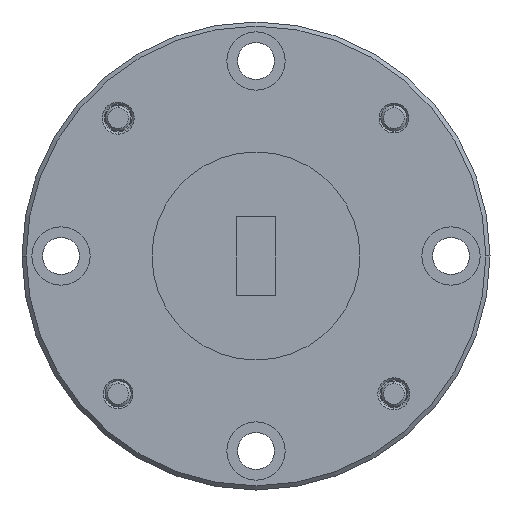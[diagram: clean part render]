
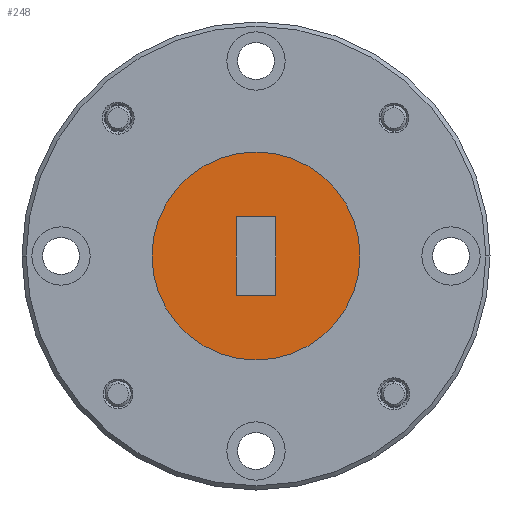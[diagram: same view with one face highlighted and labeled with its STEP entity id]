
A CAD part, left-side view. The second image highlights one B-rep face of the part: STEP entity #248.
In plain terms, the highlighted planar face has unit normal (-1, 0, 0).
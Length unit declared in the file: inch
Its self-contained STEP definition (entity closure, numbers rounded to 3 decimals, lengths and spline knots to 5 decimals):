
#74 = DIRECTION ( 'NONE',  ( 0., -1., 0. ) ) ;
#102 = CARTESIAN_POINT ( 'NONE',  ( 0., 0.25, 0. ) ) ;
#179 = VECTOR ( 'NONE', #1246, 39.37008 ) ;
#217 = VERTEX_POINT ( 'NONE', #1841 ) ;
#248 = ADVANCED_FACE ( 'NONE', ( #3820, #3492 ), #1428, .T. ) ;
#418 = DIRECTION ( 'NONE',  ( 1., 0., 0. ) ) ;
#443 = DIRECTION ( 'NONE',  ( 1., 0., 0. ) ) ;
#474 = CARTESIAN_POINT ( 'NONE',  ( 0., 0.047, 0.094 ) ) ;
#499 = AXIS2_PLACEMENT_3D ( 'NONE', #3033, #443, #3126 ) ;
#573 = AXIS2_PLACEMENT_3D ( 'NONE', #2070, #418, #3379 ) ;
#575 = CARTESIAN_POINT ( 'NONE',  ( 0., -0.25, 0. ) ) ;
#642 = DIRECTION ( 'NONE',  ( 0., 1., 0. ) ) ;
#754 = ORIENTED_EDGE ( 'NONE', *, *, #4219, .F. ) ;
#805 = DIRECTION ( 'NONE',  ( -1., 0., 0. ) ) ;
#810 = EDGE_CURVE ( 'NONE', #217, #3144, #3313, .T. ) ;
#819 = EDGE_LOOP ( 'NONE', ( #1325, #754 ) ) ;
#1090 = DIRECTION ( 'NONE',  ( 0., -1., 0. ) ) ;
#1130 = CARTESIAN_POINT ( 'NONE',  ( 0., -0.047, -0.094 ) ) ;
#1231 = ORIENTED_EDGE ( 'NONE', *, *, #1878, .T. ) ;
#1246 = DIRECTION ( 'NONE',  ( 0., 0., 1. ) ) ;
#1259 = CIRCLE ( 'NONE', #499, 0.25 ) ;
#1325 = ORIENTED_EDGE ( 'NONE', *, *, #3367, .F. ) ;
#1329 = AXIS2_PLACEMENT_3D ( 'NONE', #4124, #805, #1090 ) ;
#1336 = CIRCLE ( 'NONE', #573, 0.25 ) ;
#1428 = PLANE ( 'NONE',  #1329 ) ;
#1595 = ORIENTED_EDGE ( 'NONE', *, *, #2360, .T. ) ;
#1713 = LINE ( 'NONE', #3385, #3701 ) ;
#1841 = CARTESIAN_POINT ( 'NONE',  ( 0., 0.047, -0.094 ) ) ;
#1878 = EDGE_CURVE ( 'NONE', #2154, #3212, #4158, .T. ) ;
#1905 = CARTESIAN_POINT ( 'NONE',  ( 0., 0.047, -0.094 ) ) ;
#2070 = CARTESIAN_POINT ( 'NONE',  ( 0., 0., 0. ) ) ;
#2148 = DIRECTION ( 'NONE',  ( 0., 0., -1. ) ) ;
#2154 = VERTEX_POINT ( 'NONE', #3099 ) ;
#2360 = EDGE_CURVE ( 'NONE', #3212, #217, #3234, .T. ) ;
#2388 = EDGE_LOOP ( 'NONE', ( #2725, #1231, #1595, #2976 ) ) ;
#2466 = VECTOR ( 'NONE', #642, 39.37008 ) ;
#2575 = EDGE_CURVE ( 'NONE', #3144, #2154, #1713, .T. ) ;
#2691 = VECTOR ( 'NONE', #2148, 39.37008 ) ;
#2725 = ORIENTED_EDGE ( 'NONE', *, *, #2575, .T. ) ;
#2729 = VERTEX_POINT ( 'NONE', #102 ) ;
#2976 = ORIENTED_EDGE ( 'NONE', *, *, #810, .T. ) ;
#3033 = CARTESIAN_POINT ( 'NONE',  ( 0., 0., 0. ) ) ;
#3099 = CARTESIAN_POINT ( 'NONE',  ( 0., -0.047, 0.094 ) ) ;
#3126 = DIRECTION ( 'NONE',  ( 0., 1., 0. ) ) ;
#3144 = VERTEX_POINT ( 'NONE', #474 ) ;
#3212 = VERTEX_POINT ( 'NONE', #4303 ) ;
#3234 = LINE ( 'NONE', #3942, #2466 ) ;
#3313 = LINE ( 'NONE', #1905, #179 ) ;
#3322 = VERTEX_POINT ( 'NONE', #575 ) ;
#3367 = EDGE_CURVE ( 'NONE', #2729, #3322, #1259, .T. ) ;
#3379 = DIRECTION ( 'NONE',  ( 0., 1., 0. ) ) ;
#3385 = CARTESIAN_POINT ( 'NONE',  ( 0., -0.047, 0.094 ) ) ;
#3492 = FACE_OUTER_BOUND ( 'NONE', #819, .T. ) ;
#3701 = VECTOR ( 'NONE', #74, 39.37008 ) ;
#3820 = FACE_BOUND ( 'NONE', #2388, .T. ) ;
#3942 = CARTESIAN_POINT ( 'NONE',  ( 0., -0.047, -0.094 ) ) ;
#4124 = CARTESIAN_POINT ( 'NONE',  ( 0., 0., 0. ) ) ;
#4158 = LINE ( 'NONE', #1130, #2691 ) ;
#4219 = EDGE_CURVE ( 'NONE', #3322, #2729, #1336, .T. ) ;
#4303 = CARTESIAN_POINT ( 'NONE',  ( 0., -0.047, -0.094 ) ) ;
